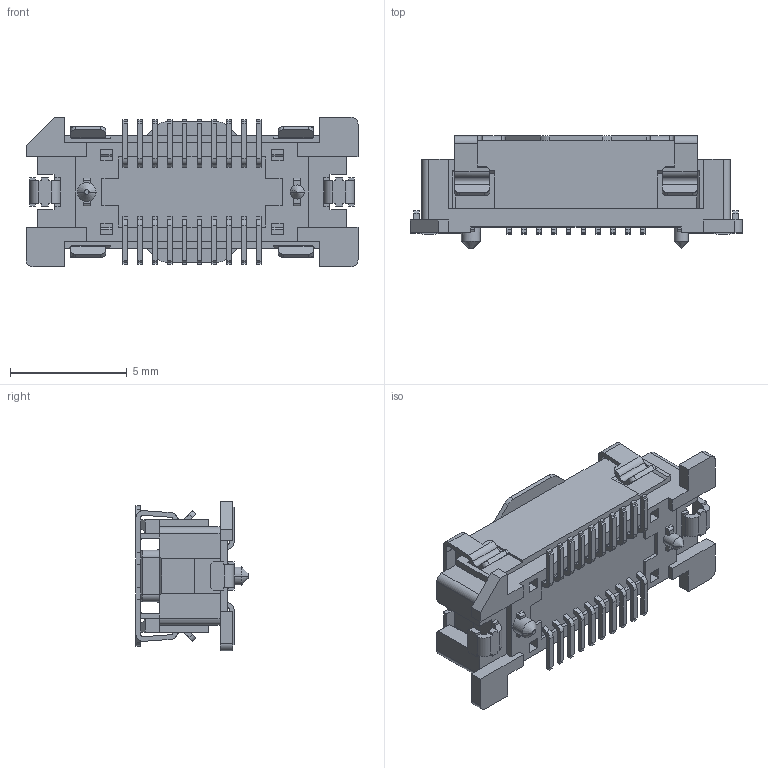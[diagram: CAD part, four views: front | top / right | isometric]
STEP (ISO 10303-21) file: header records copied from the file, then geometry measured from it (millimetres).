
FILE_DESCRIPTION((''),'2;1');
FILE_NAME('528850274','2014-06-26T',('me'),(''),'PRO/ENGINEER BY PARAMETRIC TECHNOLOGY CORPORATION, 2011490','PRO/ENGINEER BY PARAMETRIC TECHNOLOGY CORPORATION, 2011490','');
FILE_SCHEMA(('CONFIG_CONTROL_DESIGN'));
Length unit declared in the file: millimetre
Products named in the file (1): 528850274
Bounding box: 14.22 x 4.8 x 6.4 mm (x, y, z)
Volume: 161.3 mm3; surface area: 575.2 mm2
Topology: 1 solids, 1 shells, 762 faces, 2260 edges, 1523 vertices
Faces by surface type: plane 595, cylinder 155, torus 8, cone 4
Entity records: 25179 total; most frequent: CARTESIAN_POINT 4482, ORIENTED_EDGE 4328, DIRECTION 4096, EDGE_CURVE 2164, VECTOR 1914, LINE 1914, VERTEX_POINT 1427, AXIS2_PLACEMENT_3D 1091
